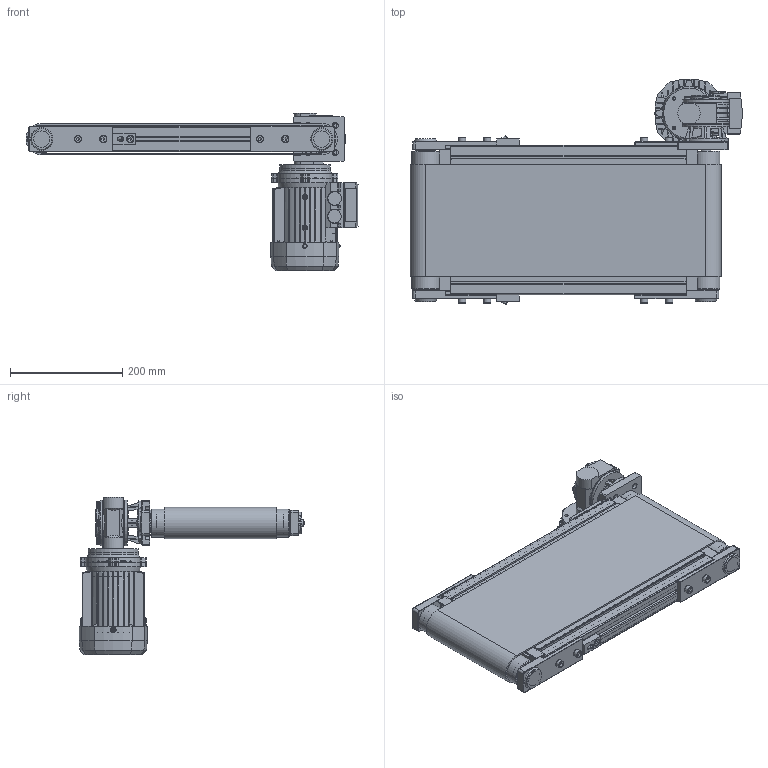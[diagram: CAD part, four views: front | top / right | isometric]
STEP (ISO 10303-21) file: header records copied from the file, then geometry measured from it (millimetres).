
FILE_DESCRIPTION((''),'2;1');
FILE_NAME('914501.stp','2014-01-25T12:48:19',('Honza'),(''),'Autodesk Inventor 2011','Autodesk Inventor 2011','');
FILE_SCHEMA(('AUTOMOTIVE_DESIGN { 1 0 10303 214 1 1 1 1 }'));
Length unit declared in the file: millimetre
Products named in the file (20): 914501; 914501_104545L_001; 914501_104545L_002; 200820-1; 210800; 904501; 904502; 904511; 904518; 904519; 914501_904551_001; 50-čep I; 50-čep II; 914501_Trubka_d50_001; 914501_904550_001; 914501_Plech_001; 914501_PU-PVC_001; MVF30F1P63B14; VF30F1P63B14B3; BN63B14
Assembly tree (43 placements, depth 3):
  914501
    914501_104545L_001  x2
    914501_104545L_002  x2
    200820-1  x8
    210800  x8
    904501  x3
    904502
    904511  x2
    904518  x2
    904519  x2
    914501_904551_001
      50-čep I
      50-čep II
      914501_Trubka_d50_001
    914501_904550_001
      50-čep I  x2
      914501_Trubka_d50_001
    914501_Plech_001
    914501_PU-PVC_001
    MVF30F1P63B14
      VF30F1P63B14B3
      BN63B14
Bounding box: 592.77 x 402.8 x 280.8 mm (x, y, z)
Volume: 3868692.9 mm3; surface area: 2030431.7 mm2
Topology: 62 solids, 76 shells, 2657 faces, 6695 edges, 4218 vertices
Faces by surface type: plane 1129, cylinder 792, torus 231, cone 231, bspline 146, sphere 128
Full cylindrical faces by diameter (mm): 1.6 x4, 2.7 x4, 3.3 x1, 3.75 x10, 4.3 x1, 4.351 x8, 5.188 x4, 5.5 x8, 6 x4, 6.4 x4, 6.647 x10, 6.8 x2, 8 x12, 8.5 x14, 10 x3, 10.6 x1, 11 x5, 12 x1, 13 x10, 13.5 x2, 14 x2, 14.4 x2, 15 x8, 15.001 x1, 17 x3, 18 x2, 18.782 x2, 20 x1, 21.2 x3, 21.4 x2
Entity records: 61785 total; most frequent: CARTESIAN_POINT 17830, DIRECTION 8862, ORIENTED_EDGE 8650, EDGE_CURVE 4333, AXIS2_PLACEMENT_3D 3475, VERTEX_POINT 2870, EDGE_LOOP 2247, VECTOR 1912
